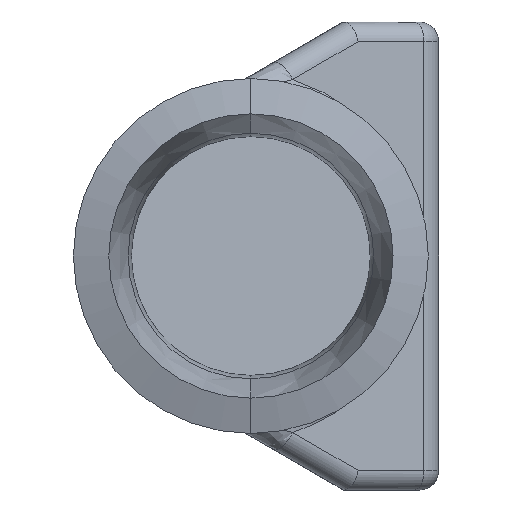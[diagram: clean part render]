
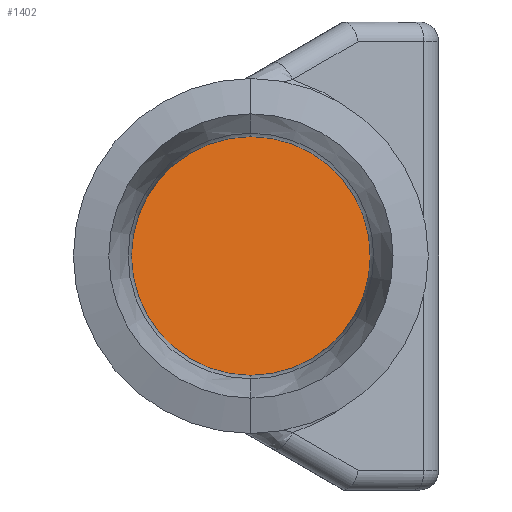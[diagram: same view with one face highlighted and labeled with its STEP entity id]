
A CAD part, left-side view. The second image highlights one B-rep face of the part: STEP entity #1402.
In plain terms, the highlighted planar face has unit normal (-0.866, -0.5, 0).
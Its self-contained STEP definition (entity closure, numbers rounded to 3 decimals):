
#39 = DIRECTION ( 'NONE',  ( 0.5, -0.866, 0. ) ) ;
#46 =( BOUNDED_CURVE ( )  B_SPLINE_CURVE ( 3, ( #304, #1314, #184, #1148 ),
 .UNSPECIFIED., .F., .T. ) 
 B_SPLINE_CURVE_WITH_KNOTS ( ( 4, 4 ),
 ( 4.712, 7.854 ),
 .UNSPECIFIED. ) 
 CURVE ( )  GEOMETRIC_REPRESENTATION_ITEM ( )  RATIONAL_B_SPLINE_CURVE ( ( 1., 0.333, 0.333, 1. ) ) 
 REPRESENTATION_ITEM ( '' )  );
#184 = CARTESIAN_POINT ( 'NONE',  ( 89.256, 24.5, -12.25 ) ) ;
#210 = CARTESIAN_POINT ( 'NONE',  ( 103.401, 0., -12.25 ) ) ;
#279 = VERTEX_POINT ( 'NONE', #210 ) ;
#288 = PLANE ( 'NONE',  #622 ) ;
#292 = ORIENTED_EDGE ( 'NONE', *, *, #707, .T. ) ;
#304 = CARTESIAN_POINT ( 'NONE',  ( 103.401, 0., 12.25 ) ) ;
#312 = CARTESIAN_POINT ( 'NONE',  ( 117.546, -24.5, 12.25 ) ) ;
#365 = EDGE_LOOP ( 'NONE', ( #489, #292 ) ) ;
#489 = ORIENTED_EDGE ( 'NONE', *, *, #1506, .T. ) ;
#559 = CARTESIAN_POINT ( 'NONE',  ( 103.401, 0., 12.25 ) ) ;
#582 = CARTESIAN_POINT ( 'NONE',  ( 117.546, -24.5, -12.25 ) ) ;
#622 = AXIS2_PLACEMENT_3D ( 'NONE', #1291, #1525, #39 ) ;
#707 = EDGE_CURVE ( 'NONE', #279, #1406, #1562, .T. ) ;
#805 = CARTESIAN_POINT ( 'NONE',  ( 103.401, 0., 12.25 ) ) ;
#1148 = CARTESIAN_POINT ( 'NONE',  ( 103.401, 0., -12.25 ) ) ;
#1167 = FACE_OUTER_BOUND ( 'NONE', #365, .T. ) ;
#1291 = CARTESIAN_POINT ( 'NONE',  ( 113.938, -18.25, -67.032 ) ) ;
#1314 = CARTESIAN_POINT ( 'NONE',  ( 89.256, 24.5, 12.25 ) ) ;
#1402 = ADVANCED_FACE ( 'NONE', ( #1167 ), #288, .T. ) ;
#1406 = VERTEX_POINT ( 'NONE', #559 ) ;
#1506 = EDGE_CURVE ( 'NONE', #1406, #279, #46, .T. ) ;
#1525 = DIRECTION ( 'NONE',  ( -0.866, -0.5, 0. ) ) ;
#1562 =( BOUNDED_CURVE ( )  B_SPLINE_CURVE ( 3, ( #1573, #582, #312, #805 ),
 .UNSPECIFIED., .F., .F. ) 
 B_SPLINE_CURVE_WITH_KNOTS ( ( 4, 4 ),
 ( 1.571, 4.712 ),
 .UNSPECIFIED. ) 
 CURVE ( )  GEOMETRIC_REPRESENTATION_ITEM ( )  RATIONAL_B_SPLINE_CURVE ( ( 1., 0.333, 0.333, 1. ) ) 
 REPRESENTATION_ITEM ( '' )  );
#1573 = CARTESIAN_POINT ( 'NONE',  ( 103.401, 0., -12.25 ) ) ;
